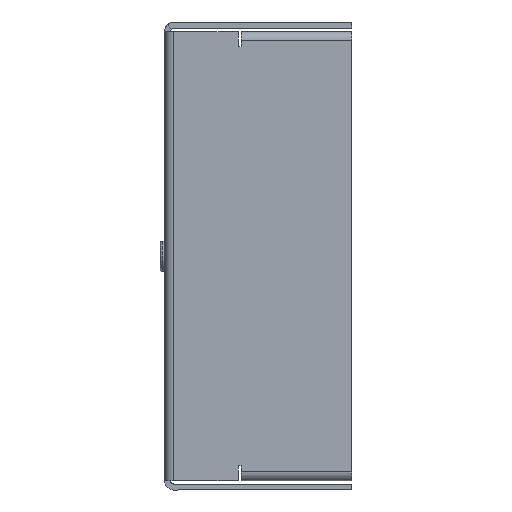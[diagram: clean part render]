
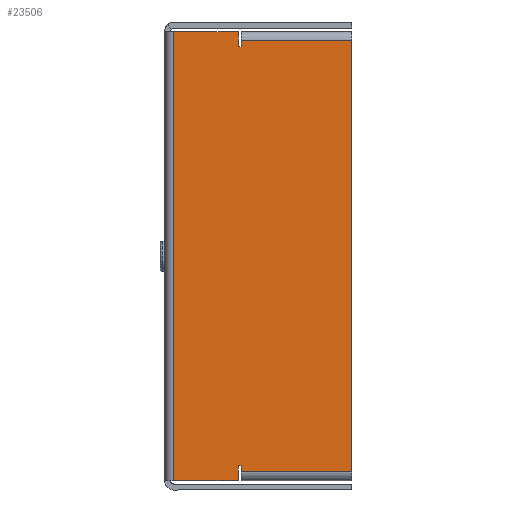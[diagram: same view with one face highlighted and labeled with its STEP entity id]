
A CAD part, front view. The second image highlights one B-rep face of the part: STEP entity #23506.
In plain terms, the highlighted face is planar.
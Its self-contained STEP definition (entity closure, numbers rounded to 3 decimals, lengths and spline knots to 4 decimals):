
#4341=VECTOR('',#26109,1.);
#4344=VECTOR('',#26113,1.);
#4347=VECTOR('',#26117,1.);
#4349=VECTOR('',#26120,1.);
#4359=VECTOR('',#26132,1.);
#4360=VECTOR('',#26133,1.);
#4361=VECTOR('',#26134,1.);
#4362=VECTOR('',#26135,1.);
#4363=VECTOR('',#26136,1.);
#4364=VECTOR('',#26137,1.);
#4365=VECTOR('',#26138,1.);
#4366=VECTOR('',#26139,1.);
#6477=LINE('',#30295,#4341);
#6480=LINE('',#30302,#4344);
#6483=LINE('',#30308,#4347);
#6485=LINE('',#30312,#4349);
#6495=LINE('',#30331,#4359);
#6496=LINE('',#30333,#4360);
#6497=LINE('',#30335,#4361);
#6498=LINE('',#30337,#4362);
#6499=LINE('',#30339,#4363);
#6500=LINE('',#30341,#4364);
#6501=LINE('',#30343,#4365);
#6502=LINE('',#30345,#4366);
#8598=PLANE('',#24690);
#9353=VERTEX_POINT('',#30292);
#9354=VERTEX_POINT('',#30294);
#9357=VERTEX_POINT('',#30301);
#9358=VERTEX_POINT('',#30303);
#9360=VERTEX_POINT('',#30309);
#9368=VERTEX_POINT('',#30332);
#9369=VERTEX_POINT('',#30334);
#9370=VERTEX_POINT('',#30336);
#9371=VERTEX_POINT('',#30338);
#9372=VERTEX_POINT('',#30340);
#9373=VERTEX_POINT('',#30342);
#9374=VERTEX_POINT('',#30344);
#11732=EDGE_CURVE('',#9354,#9353,#6477,.T.);
#11735=EDGE_CURVE('',#9358,#9357,#6480,.T.);
#11738=EDGE_CURVE('',#9360,#9358,#6483,.T.);
#11740=EDGE_CURVE('',#9354,#9360,#6485,.T.);
#11750=EDGE_CURVE('',#9368,#9357,#6495,.T.);
#11751=EDGE_CURVE('',#9369,#9368,#6496,.T.);
#11752=EDGE_CURVE('',#9370,#9369,#6497,.T.);
#11753=EDGE_CURVE('',#9370,#9371,#6498,.T.);
#11754=EDGE_CURVE('',#9371,#9372,#6499,.T.);
#11755=EDGE_CURVE('',#9372,#9373,#6500,.T.);
#11756=EDGE_CURVE('',#9374,#9373,#6501,.T.);
#11757=EDGE_CURVE('',#9353,#9374,#6502,.T.);
#14770=ORIENTED_EDGE('',*,*,#11735,.T.);
#14771=ORIENTED_EDGE('',*,*,#11750,.F.);
#14772=ORIENTED_EDGE('',*,*,#11751,.F.);
#14773=ORIENTED_EDGE('',*,*,#11752,.F.);
#14774=ORIENTED_EDGE('',*,*,#11753,.T.);
#14775=ORIENTED_EDGE('',*,*,#11754,.T.);
#14776=ORIENTED_EDGE('',*,*,#11755,.T.);
#14777=ORIENTED_EDGE('',*,*,#11756,.F.);
#14778=ORIENTED_EDGE('',*,*,#11757,.F.);
#14779=ORIENTED_EDGE('',*,*,#11732,.F.);
#14780=ORIENTED_EDGE('',*,*,#11740,.T.);
#14781=ORIENTED_EDGE('',*,*,#11738,.T.);
#20721=EDGE_LOOP('',(#14770,#14771,#14772,#14773,#14774,#14775,#14776,#14777,
#14778,#14779,#14780,#14781));
#22114=FACE_BOUND('',#20721,.T.);
#23506=ADVANCED_FACE('',(#22114),#8598,.F.);
#24690=AXIS2_PLACEMENT_3D('',#30330,#26131,$);
#26109=DIRECTION('',(0.,0.,1.));
#26113=DIRECTION('',(0.,1.,0.));
#26117=DIRECTION('',(0.,0.,-1.));
#26120=DIRECTION('',(0.,-1.,0.));
#26131=DIRECTION('',(1.,0.,0.));
#26132=DIRECTION('',(0.,0.,1.));
#26133=DIRECTION('',(0.,1.,0.));
#26134=DIRECTION('',(0.,0.,-1.));
#26135=DIRECTION('',(0.,1.,0.));
#26136=DIRECTION('',(0.,0.,1.));
#26137=DIRECTION('',(0.,-1.,0.));
#26138=DIRECTION('',(0.,0.,-1.));
#26139=DIRECTION('',(0.,-1.,0.));
#30292=CARTESIAN_POINT('',(-0.1575,7.6272,3.175));
#30294=CARTESIAN_POINT('',(-0.1575,7.6272,1.2954));
#30295=CARTESIAN_POINT('',(-0.1575,7.6272,1.9329));
#30301=CARTESIAN_POINT('',(-0.1575,7.7796,1.2446));
#30302=CARTESIAN_POINT('',(-0.1575,5.8105,1.2446));
#30303=CARTESIAN_POINT('',(-0.1575,7.5256,1.2446));
#30308=CARTESIAN_POINT('',(-0.1575,7.5256,1.4503));
#30309=CARTESIAN_POINT('',(-0.1575,7.5256,1.2954));
#30312=CARTESIAN_POINT('',(-0.1575,5.8105,1.2954));
#30330=CARTESIAN_POINT('',(-0.1575,3.9683,1.6306));
#30331=CARTESIAN_POINT('',(-0.1575,7.7796,3.175));
#30332=CARTESIAN_POINT('',(-0.1575,7.7796,0.1524));
#30333=CARTESIAN_POINT('',(-0.1575,3.9683,0.1524));
#30334=CARTESIAN_POINT('',(-0.1575,0.157,0.1524));
#30335=CARTESIAN_POINT('',(-0.1575,0.157,0.0862));
#30336=CARTESIAN_POINT('',(-0.1575,0.157,1.2446));
#30337=CARTESIAN_POINT('',(-0.1575,2.1261,1.2446));
#30338=CARTESIAN_POINT('',(-0.1575,0.411,1.2446));
#30339=CARTESIAN_POINT('',(-0.1575,0.411,1.4503));
#30340=CARTESIAN_POINT('',(-0.1575,0.411,1.2954));
#30341=CARTESIAN_POINT('',(-0.1575,2.1261,1.2954));
#30342=CARTESIAN_POINT('',(-0.1575,0.3094,1.2954));
#30343=CARTESIAN_POINT('',(-0.1575,0.3094,1.9329));
#30344=CARTESIAN_POINT('',(-0.1575,0.3094,3.175));
#30345=CARTESIAN_POINT('',(-0.1575,0.157,3.175));
